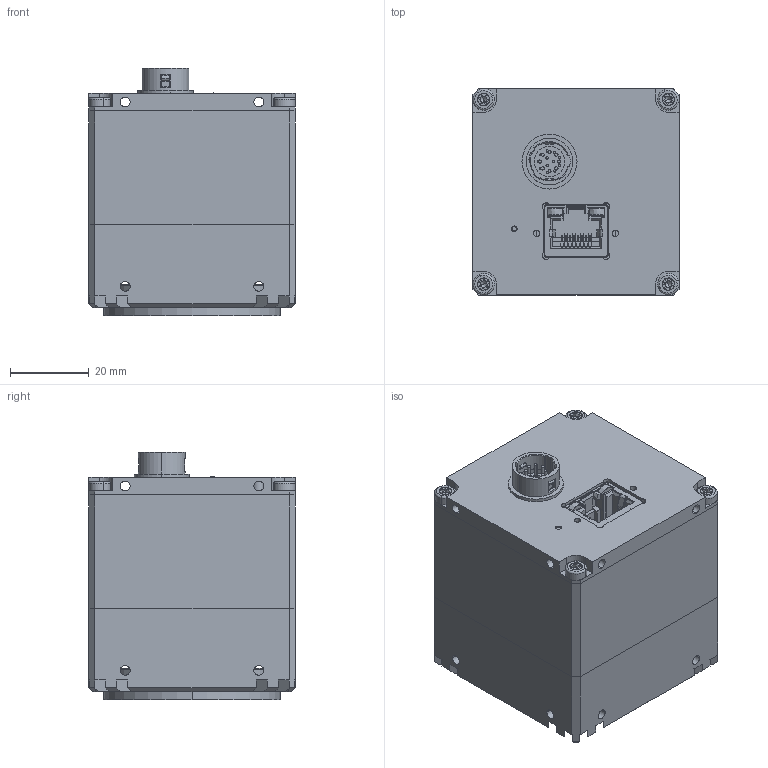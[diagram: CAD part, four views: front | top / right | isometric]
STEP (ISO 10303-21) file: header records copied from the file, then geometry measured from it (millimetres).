
FILE_DESCRIPTION (( 'STEP AP203' ), '1' );
FILE_NAME ('DP31199-B_ITALA G-J MOUNT.step', '2022-12-15T08:53:21', ( '' ), ( '' ), 'SwSTEP 2.0', 'SolidWorks 2021', '' );
FILE_SCHEMA (( 'CONFIG_CONTROL_DESIGN' ));
Length unit declared in the file: millimetre
Products named in the file (1): DP31199-B_ITALA G-J MOUNT
Bounding box: 52.5 x 52.5 x 62.87 mm (x, y, z)
Surface area: 24334.8 mm2 (no closed solid volume)
Topology: 0 solids, 33 shells, 711 faces, 2793 edges, 2061 vertices
Faces by surface type: plane 474, cylinder 183, cone 32, torus 16, bspline 6
Entity records: 30163 total; most frequent: CARTESIAN_POINT 6780, DIRECTION 4913, ORIENTED_EDGE 4237, EDGE_CURVE 2785, VERTEX_POINT 2061, LINE 1973, VECTOR 1973, AXIS2_PLACEMENT_3D 1470
